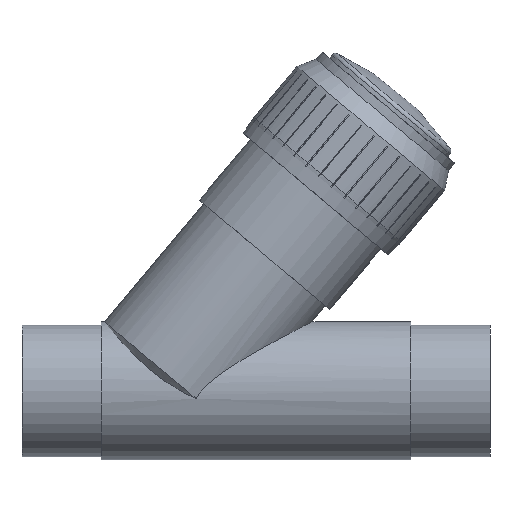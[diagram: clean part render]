
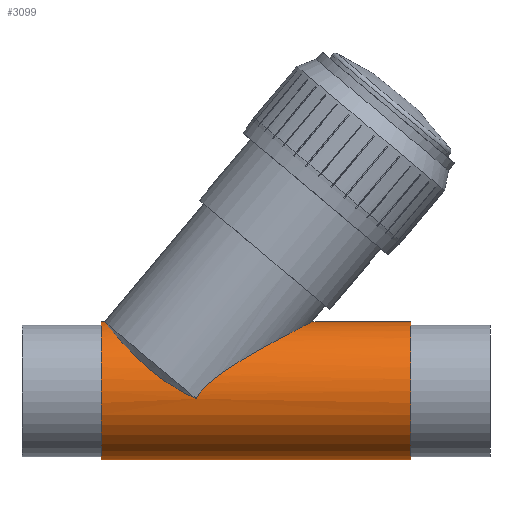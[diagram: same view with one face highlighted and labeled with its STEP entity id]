
A CAD part, front view. The second image highlights one B-rep face of the part: STEP entity #3099.
In plain terms, the highlighted cylindrical face has radius 33 mm (diameter 66 mm), a full revolution.
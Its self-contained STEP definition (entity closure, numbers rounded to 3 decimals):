
#627=B_SPLINE_CURVE_WITH_KNOTS($,3,(#4724,#4725,#4726,#4727,#4728,#4729,
#4730,#4731,#4732,#4733,#4734,#4735,#4736,#4737,#4738,#4739,#4740,#4741,
#4742,#4743,#4744,#4745),.UNSPECIFIED.,.F.,.F.,(4,2,2,2,2,2,2,2,2,2,4),
(0.,0.656,1.313,1.969,2.625,
3.288,3.95,4.613,5.275,6.358,
7.141),.UNSPECIFIED.);
#628=B_SPLINE_CURVE_WITH_KNOTS($,3,(#4747,#4748,#4749,#4750,#4751,#4752,
#4753,#4754,#4755,#4756,#4757,#4758,#4759,#4760,#4761,#4762,#4763,#4764,
#4765,#4766,#4767,#4768,#4769,#4770),.UNSPECIFIED.,.F.,.F.,(4,2,2,2,2,2,
2,2,2,2,2,4),(-14.798,-14.669,-14.354,-13.483,
-12.612,-11.553,-10.494,-9.433,
-8.372,-7.774,-7.476,-7.177),
 .UNSPECIFIED.);
#629=B_SPLINE_CURVE_WITH_KNOTS($,3,(#4772,#4773,#4774,#4775,#4776,#4777,
#4778,#4779,#4780,#4781,#4782,#4783,#4784,#4785,#4786,#4787,#4788,#4789,
#4790,#4791,#4792,#4793,#4794,#4795,#4796),.UNSPECIFIED.,.F.,.F.,(4,2,2,
2,2,2,2,2,2,3,2,4),(17.379,17.678,17.977,
18.574,19.636,20.697,21.756,22.814,
23.685,24.556,24.871,25.001),
 .UNSPECIFIED.);
#630=B_SPLINE_CURVE_WITH_KNOTS($,3,(#4797,#4798,#4799,#4800,#4801,#4802,
#4803,#4804,#4805,#4806,#4807,#4808,#4809,#4810,#4811,#4812,#4813,#4814,
#4815,#4816,#4817,#4818),.UNSPECIFIED.,.F.,.F.,(4,2,2,2,2,2,2,2,2,2,4),
(-7.141,-6.358,-5.275,-4.613,
-3.95,-3.288,-2.625,-1.969,
-1.313,-0.656,0.),.UNSPECIFIED.);
#640=FACE_OUTER_BOUND($,#900,.T.);
#806=CYLINDRICAL_SURFACE($,#3291,33.);
#865=FACE_BOUND($,#901,.T.);
#866=FACE_BOUND($,#902,.T.);
#900=EDGE_LOOP($,(#2053));
#901=EDGE_LOOP($,(#2054));
#902=EDGE_LOOP($,(#2055,#2056,#2057,#2058));
#1072=CIRCLE($,#3271,33.);
#1075=CIRCLE($,#3276,33.);
#1241=VERTEX_POINT($,#4612);
#1244=VERTEX_POINT($,#4620);
#1252=VERTEX_POINT($,#4722);
#1253=VERTEX_POINT($,#4723);
#1254=VERTEX_POINT($,#4746);
#1255=VERTEX_POINT($,#4771);
#1560=EDGE_CURVE($,#1241,#1241,#1072,.T.);
#1563=EDGE_CURVE($,#1244,#1244,#1075,.T.);
#1571=EDGE_CURVE($,#1252,#1253,#627,.T.);
#1572=EDGE_CURVE($,#1253,#1254,#628,.T.);
#1573=EDGE_CURVE($,#1254,#1255,#629,.T.);
#1574=EDGE_CURVE($,#1255,#1252,#630,.T.);
#2053=ORIENTED_EDGE($,*,*,#1560,.T.);
#2054=ORIENTED_EDGE($,*,*,#1563,.T.);
#2055=ORIENTED_EDGE($,*,*,#1571,.T.);
#2056=ORIENTED_EDGE($,*,*,#1572,.T.);
#2057=ORIENTED_EDGE($,*,*,#1573,.T.);
#2058=ORIENTED_EDGE($,*,*,#1574,.T.);
#3099=ADVANCED_FACE($,(#640,#865,#866),#806,.T.);
#3271=AXIS2_PLACEMENT_3D($,#4613,#3626,#3627);
#3276=AXIS2_PLACEMENT_3D($,#4621,#3636,#3637);
#3291=AXIS2_PLACEMENT_3D($,#4721,#3666,#3667);
#3626=DIRECTION('center_axis',(1.,0.,0.));
#3627=DIRECTION('ref_axis',(0.,1.,0.));
#3636=DIRECTION('center_axis',(-1.,0.,0.));
#3637=DIRECTION('ref_axis',(0.,1.,0.));
#3666=DIRECTION('center_axis',(1.,0.,0.));
#3667=DIRECTION('ref_axis',(0.,1.,0.));
#4612=CARTESIAN_POINT('',(38.8,0.,33.));
#4613=CARTESIAN_POINT('Origin',(38.8,0.,0.));
#4620=CARTESIAN_POINT('',(186.8,0.,-33.));
#4621=CARTESIAN_POINT('Origin',(186.8,0.,0.));
#4721=CARTESIAN_POINT('Origin',(110.8,0.,0.));
#4722=CARTESIAN_POINT('',(40.385,33.,0.));
#4723=CARTESIAN_POINT('',(84.215,-3.778,-32.783));
#4724=CARTESIAN_POINT('Ctrl Pts',(40.385,33.,0.));
#4725=CARTESIAN_POINT('Ctrl Pts',(40.385,33.,-2.188));
#4726=CARTESIAN_POINT('Ctrl Pts',(40.565,32.779,-4.417));
#4727=CARTESIAN_POINT('Ctrl Pts',(41.294,31.889,-8.776));
#4728=CARTESIAN_POINT('Ctrl Pts',(41.844,31.222,-10.907));
#4729=CARTESIAN_POINT('Ctrl Pts',(43.265,29.518,-14.915));
#4730=CARTESIAN_POINT('Ctrl Pts',(44.139,28.48,-16.797));
#4731=CARTESIAN_POINT('Ctrl Pts',(46.125,26.17,-20.208));
#4732=CARTESIAN_POINT('Ctrl Pts',(47.236,24.899,-21.737));
#4733=CARTESIAN_POINT('Ctrl Pts',(49.575,22.298,-24.399));
#4734=CARTESIAN_POINT('Ctrl Pts',(50.887,20.871,-25.628));
#4735=CARTESIAN_POINT('Ctrl Pts',(53.744,17.889,-27.792));
#4736=CARTESIAN_POINT('Ctrl Pts',(55.289,16.334,-28.727));
#4737=CARTESIAN_POINT('Ctrl Pts',(58.546,13.229,-30.282));
#4738=CARTESIAN_POINT('Ctrl Pts',(60.261,11.678,-30.904));
#4739=CARTESIAN_POINT('Ctrl Pts',(63.77,8.713,-31.867));
#4740=CARTESIAN_POINT('Ctrl Pts',(65.565,7.298,-32.21));
#4741=CARTESIAN_POINT('Ctrl Pts',(70.232,3.88,-32.842));
#4742=CARTESIAN_POINT('Ctrl Pts',(73.382,1.845,-33.001));
#4743=CARTESIAN_POINT('Ctrl Pts',(79.134,-1.36,-32.999));
#4744=CARTESIAN_POINT('Ctrl Pts',(81.645,-2.615,-32.917));
#4745=CARTESIAN_POINT('Ctrl Pts',(84.215,-3.778,-32.783));
#4746=CARTESIAN_POINT('',(139.596,33.,0.));
#4747=CARTESIAN_POINT('Ctrl Pts',(84.215,-3.778,-32.783));
#4748=CARTESIAN_POINT('Ctrl Pts',(84.447,-3.38,-32.829));
#4749=CARTESIAN_POINT('Ctrl Pts',(84.69,-2.99,-32.866));
#4750=CARTESIAN_POINT('Ctrl Pts',(85.554,-1.68,-32.97));
#4751=CARTESIAN_POINT('Ctrl Pts',(86.22,-0.805,-33.));
#4752=CARTESIAN_POINT('Ctrl Pts',(88.761,2.223,-33.));
#4753=CARTESIAN_POINT('Ctrl Pts',(91.085,4.358,-32.772));
#4754=CARTESIAN_POINT('Ctrl Pts',(95.999,8.276,-32.008));
#4755=CARTESIAN_POINT('Ctrl Pts',(98.583,10.069,-31.47));
#4756=CARTESIAN_POINT('Ctrl Pts',(103.85,13.524,-30.17));
#4757=CARTESIAN_POINT('Ctrl Pts',(107.066,15.476,-29.227));
#4758=CARTESIAN_POINT('Ctrl Pts',(113.46,19.188,-26.937));
#4759=CARTESIAN_POINT('Ctrl Pts',(116.637,20.949,-25.584));
#4760=CARTESIAN_POINT('Ctrl Pts',(122.31,24.033,-22.713));
#4761=CARTESIAN_POINT('Ctrl Pts',(125.357,25.651,-20.923));
#4762=CARTESIAN_POINT('Ctrl Pts',(131.006,28.607,-16.655));
#4763=CARTESIAN_POINT('Ctrl Pts',(133.605,29.944,-14.175));
#4764=CARTESIAN_POINT('Ctrl Pts',(136.704,31.53,-9.878));
#4765=CARTESIAN_POINT('Ctrl Pts',(137.76,32.068,-8.043));
#4766=CARTESIAN_POINT('Ctrl Pts',(138.848,32.621,-5.087));
#4767=CARTESIAN_POINT('Ctrl Pts',(139.131,32.764,-4.068));
#4768=CARTESIAN_POINT('Ctrl Pts',(139.505,32.954,-2.023));
#4769=CARTESIAN_POINT('Ctrl Pts',(139.596,33.,-0.996));
#4770=CARTESIAN_POINT('Ctrl Pts',(139.596,33.,0.));
#4771=CARTESIAN_POINT('',(84.215,-3.778,32.783));
#4772=CARTESIAN_POINT('Ctrl Pts',(139.596,33.,0.));
#4773=CARTESIAN_POINT('Ctrl Pts',(139.596,33.,0.996));
#4774=CARTESIAN_POINT('Ctrl Pts',(139.505,32.954,2.023));
#4775=CARTESIAN_POINT('Ctrl Pts',(139.131,32.764,4.068));
#4776=CARTESIAN_POINT('Ctrl Pts',(138.848,32.621,5.087));
#4777=CARTESIAN_POINT('Ctrl Pts',(137.76,32.068,8.043));
#4778=CARTESIAN_POINT('Ctrl Pts',(136.704,31.53,9.878));
#4779=CARTESIAN_POINT('Ctrl Pts',(133.605,29.944,14.175));
#4780=CARTESIAN_POINT('Ctrl Pts',(131.006,28.607,16.655));
#4781=CARTESIAN_POINT('Ctrl Pts',(125.357,25.651,20.923));
#4782=CARTESIAN_POINT('Ctrl Pts',(122.31,24.033,22.713));
#4783=CARTESIAN_POINT('Ctrl Pts',(116.637,20.949,25.584));
#4784=CARTESIAN_POINT('Ctrl Pts',(113.46,19.188,26.937));
#4785=CARTESIAN_POINT('Ctrl Pts',(107.066,15.476,29.227));
#4786=CARTESIAN_POINT('Ctrl Pts',(103.85,13.524,30.17));
#4787=CARTESIAN_POINT('Ctrl Pts',(98.583,10.069,31.47));
#4788=CARTESIAN_POINT('Ctrl Pts',(95.999,8.276,32.008));
#4789=CARTESIAN_POINT('Ctrl Pts',(91.085,4.358,32.772));
#4790=CARTESIAN_POINT('Ctrl Pts',(88.761,2.223,33.));
#4791=CARTESIAN_POINT('Ctrl Pts',(86.896,0.,33.));
#4792=CARTESIAN_POINT('Ctrl Pts',(86.22,-0.805,33.));
#4793=CARTESIAN_POINT('Ctrl Pts',(85.554,-1.68,32.97));
#4794=CARTESIAN_POINT('Ctrl Pts',(84.69,-2.99,32.866));
#4795=CARTESIAN_POINT('Ctrl Pts',(84.447,-3.38,32.829));
#4796=CARTESIAN_POINT('Ctrl Pts',(84.215,-3.778,32.783));
#4797=CARTESIAN_POINT('Ctrl Pts',(84.215,-3.778,32.783));
#4798=CARTESIAN_POINT('Ctrl Pts',(81.645,-2.615,32.917));
#4799=CARTESIAN_POINT('Ctrl Pts',(79.134,-1.36,32.999));
#4800=CARTESIAN_POINT('Ctrl Pts',(73.382,1.845,33.001));
#4801=CARTESIAN_POINT('Ctrl Pts',(70.232,3.88,32.842));
#4802=CARTESIAN_POINT('Ctrl Pts',(65.565,7.298,32.21));
#4803=CARTESIAN_POINT('Ctrl Pts',(63.77,8.713,31.867));
#4804=CARTESIAN_POINT('Ctrl Pts',(60.261,11.678,30.904));
#4805=CARTESIAN_POINT('Ctrl Pts',(58.546,13.229,30.282));
#4806=CARTESIAN_POINT('Ctrl Pts',(55.289,16.334,28.727));
#4807=CARTESIAN_POINT('Ctrl Pts',(53.744,17.889,27.792));
#4808=CARTESIAN_POINT('Ctrl Pts',(50.887,20.871,25.628));
#4809=CARTESIAN_POINT('Ctrl Pts',(49.575,22.298,24.399));
#4810=CARTESIAN_POINT('Ctrl Pts',(47.236,24.899,21.737));
#4811=CARTESIAN_POINT('Ctrl Pts',(46.125,26.17,20.208));
#4812=CARTESIAN_POINT('Ctrl Pts',(44.139,28.48,16.797));
#4813=CARTESIAN_POINT('Ctrl Pts',(43.265,29.518,14.915));
#4814=CARTESIAN_POINT('Ctrl Pts',(41.844,31.222,10.907));
#4815=CARTESIAN_POINT('Ctrl Pts',(41.294,31.889,8.776));
#4816=CARTESIAN_POINT('Ctrl Pts',(40.565,32.779,4.417));
#4817=CARTESIAN_POINT('Ctrl Pts',(40.385,33.,2.188));
#4818=CARTESIAN_POINT('Ctrl Pts',(40.385,33.,0.));
